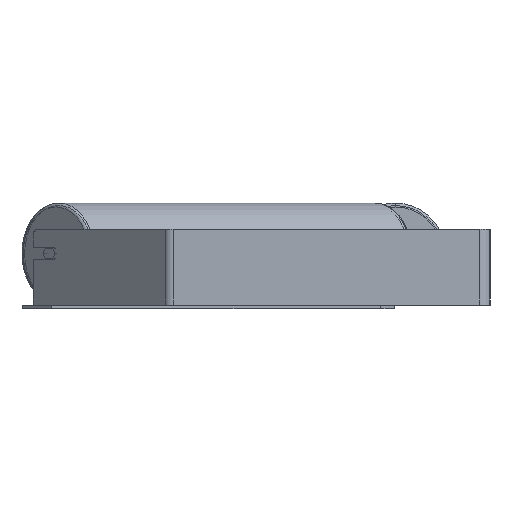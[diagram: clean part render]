
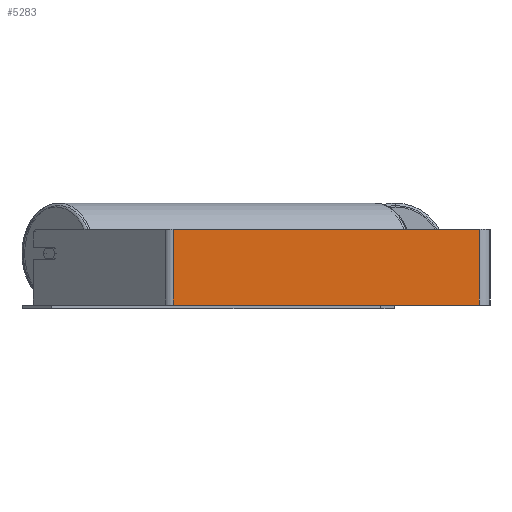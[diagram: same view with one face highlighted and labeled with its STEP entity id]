
A CAD part, left-side view. The second image highlights one B-rep face of the part: STEP entity #5283.
In plain terms, the highlighted planar face has unit normal (-1, 0, 0).
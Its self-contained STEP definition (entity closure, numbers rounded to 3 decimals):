
#433 = VERTEX_POINT ( 'NONE', #2071 ) ;
#484 = DIRECTION ( 'NONE',  ( 1., 0., 0. ) ) ;
#829 = VECTOR ( 'NONE', #1896, 1000. ) ;
#1000 = DIRECTION ( 'NONE',  ( 0., 0., -1. ) ) ;
#1051 = ORIENTED_EDGE ( 'NONE', *, *, #2054, .T. ) ;
#1057 = DIRECTION ( 'NONE',  ( 0., 0., -1. ) ) ;
#1163 = ORIENTED_EDGE ( 'NONE', *, *, #2123, .F. ) ;
#1357 = ORIENTED_EDGE ( 'NONE', *, *, #2394, .T. ) ;
#1627 = AXIS2_PLACEMENT_3D ( 'NONE', #9210, #484, #1057 ) ;
#1896 = DIRECTION ( 'NONE',  ( 0., -1., 0. ) ) ;
#2054 = EDGE_CURVE ( 'NONE', #433, #6193, #9107, .T. ) ;
#2071 = CARTESIAN_POINT ( 'NONE',  ( -945., 418.398, -50. ) ) ;
#2123 = EDGE_CURVE ( 'NONE', #6722, #6193, #6116, .T. ) ;
#2394 = EDGE_CURVE ( 'NONE', #7422, #433, #3309, .T. ) ;
#2426 = EDGE_LOOP ( 'NONE', ( #1051, #1163, #8211, #1357 ) ) ;
#2482 = CARTESIAN_POINT ( 'NONE',  ( -945., 424.197, 50. ) ) ;
#2639 = CARTESIAN_POINT ( 'NONE',  ( -945., 418.398, 50. ) ) ;
#2656 = LINE ( 'NONE', #2482, #6064 ) ;
#2836 = CARTESIAN_POINT ( 'NONE',  ( -945., 14., -50. ) ) ;
#3309 = LINE ( 'NONE', #4618, #7486 ) ;
#4022 = CARTESIAN_POINT ( 'NONE',  ( -945., 14., 50. ) ) ;
#4618 = CARTESIAN_POINT ( 'NONE',  ( -945., 418.398, 50. ) ) ;
#5283 = ADVANCED_FACE ( 'NONE', ( #6171 ), #5407, .F. ) ;
#5407 = PLANE ( 'NONE',  #1627 ) ;
#5641 = DIRECTION ( 'NONE',  ( 0., -1., 0. ) ) ;
#6064 = VECTOR ( 'NONE', #5641, 1000. ) ;
#6116 = LINE ( 'NONE', #4022, #6421 ) ;
#6171 = FACE_OUTER_BOUND ( 'NONE', #2426, .T. ) ;
#6193 = VERTEX_POINT ( 'NONE', #2836 ) ;
#6421 = VECTOR ( 'NONE', #1000, 1000. ) ;
#6631 = CARTESIAN_POINT ( 'NONE',  ( -945., 14., 50. ) ) ;
#6722 = VERTEX_POINT ( 'NONE', #6631 ) ;
#7422 = VERTEX_POINT ( 'NONE', #2639 ) ;
#7486 = VECTOR ( 'NONE', #8237, 1000. ) ;
#8174 = EDGE_CURVE ( 'NONE', #7422, #6722, #2656, .T. ) ;
#8211 = ORIENTED_EDGE ( 'NONE', *, *, #8174, .F. ) ;
#8237 = DIRECTION ( 'NONE',  ( 0., 0., -1. ) ) ;
#8921 = CARTESIAN_POINT ( 'NONE',  ( -945., 424.197, -50. ) ) ;
#9107 = LINE ( 'NONE', #8921, #829 ) ;
#9210 = CARTESIAN_POINT ( 'NONE',  ( -945., 424.197, 50. ) ) ;
